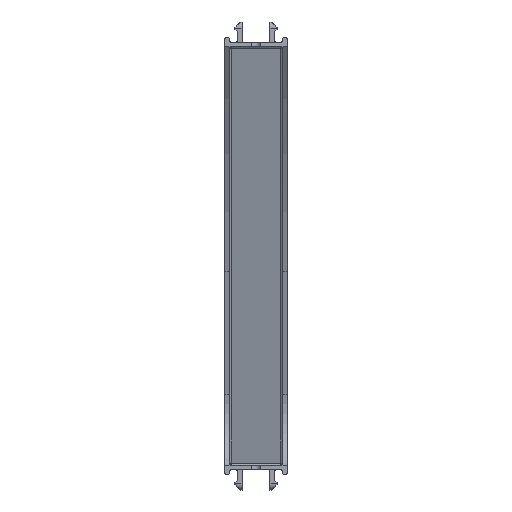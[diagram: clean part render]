
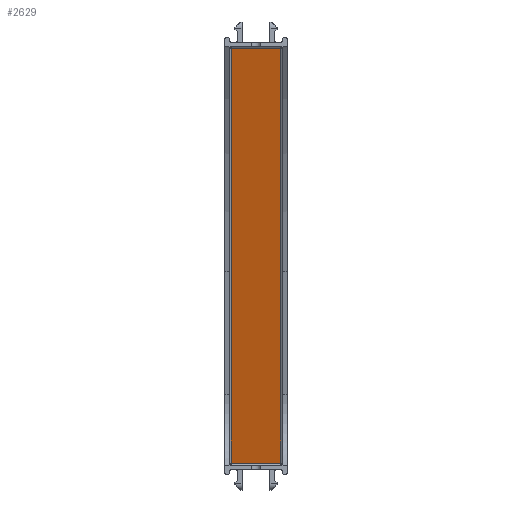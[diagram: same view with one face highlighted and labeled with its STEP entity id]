
A CAD part, front view. The second image highlights one B-rep face of the part: STEP entity #2629.
In plain terms, the highlighted planar face has unit normal (0, -0.962, -0.275).
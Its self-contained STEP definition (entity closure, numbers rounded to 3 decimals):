
#449 = CARTESIAN_POINT ( 'NONE',  ( -8., 47.421, -146.363 ) ) ;
#473 = CARTESIAN_POINT ( 'NONE',  ( 8., 9.421, -13.363 ) ) ;
#666 = CARTESIAN_POINT ( 'NONE',  ( -8., 9.421, -13.363 ) ) ;
#860 = VERTEX_POINT ( 'NONE', #11057 ) ;
#1736 = CARTESIAN_POINT ( 'NONE',  ( -8.5, 9.421, -13.363 ) ) ;
#1740 = CARTESIAN_POINT ( 'NONE',  ( 8., 9.317, -13. ) ) ;
#1742 = DIRECTION ( 'NONE',  ( 0., -0.275, 0.962 ) ) ;
#1743 = DIRECTION ( 'NONE',  ( -1., 0., 0. ) ) ;
#1744 = CARTESIAN_POINT ( 'NONE',  ( -8., 47.603, -147. ) ) ;
#1745 = DIRECTION ( 'NONE',  ( 0., 0.275, -0.962 ) ) ;
#1746 = CARTESIAN_POINT ( 'NONE',  ( 8.5, 47.421, -146.363 ) ) ;
#1747 = DIRECTION ( 'NONE',  ( 1., 0., 0. ) ) ;
#2560 = ORIENTED_EDGE ( 'NONE', *, *, #5176, .T. ) ;
#2629 = ADVANCED_FACE ( 'NONE', ( #9243 ), #10915, .F. ) ;
#3724 = ORIENTED_EDGE ( 'NONE', *, *, #5175, .T. ) ;
#4105 = EDGE_LOOP ( 'NONE', ( #6470, #6468, #3724, #2560 ) ) ;
#5173 = EDGE_CURVE ( 'NONE', #860, #9868, #5450, .T. ) ;
#5174 = EDGE_CURVE ( 'NONE', #9868, #9972, #5437, .T. ) ;
#5175 = EDGE_CURVE ( 'NONE', #9972, #9855, #5454, .T. ) ;
#5176 = EDGE_CURVE ( 'NONE', #9855, #860, #5456, .T. ) ;
#5437 = LINE ( 'NONE', #1736, #5455 ) ;
#5450 = LINE ( 'NONE', #1740, #5453 ) ;
#5453 = VECTOR ( 'NONE', #1742, 1000. ) ;
#5454 = LINE ( 'NONE', #1744, #5457 ) ;
#5455 = VECTOR ( 'NONE', #1743, 1000. ) ;
#5456 = LINE ( 'NONE', #1746, #5459 ) ;
#5457 = VECTOR ( 'NONE', #1745, 1000. ) ;
#5459 = VECTOR ( 'NONE', #1747, 1000. ) ;
#6468 = ORIENTED_EDGE ( 'NONE', *, *, #5174, .T. ) ;
#6470 = ORIENTED_EDGE ( 'NONE', *, *, #5173, .T. ) ;
#7457 = AXIS2_PLACEMENT_3D ( 'NONE', #10922, #10914, #10913 ) ;
#9243 = FACE_OUTER_BOUND ( 'NONE', #4105, .T. ) ;
#9855 = VERTEX_POINT ( 'NONE', #449 ) ;
#9868 = VERTEX_POINT ( 'NONE', #473 ) ;
#9972 = VERTEX_POINT ( 'NONE', #666 ) ;
#10913 = DIRECTION ( 'NONE',  ( 0., -0.275, 0.962 ) ) ;
#10914 = DIRECTION ( 'NONE',  ( 0., 0.962, 0.275 ) ) ;
#10915 = PLANE ( 'NONE',  #7457 ) ;
#10922 = CARTESIAN_POINT ( 'NONE',  ( 10., 9.317, -13. ) ) ;
#11057 = CARTESIAN_POINT ( 'NONE',  ( 8., 47.421, -146.363 ) ) ;
